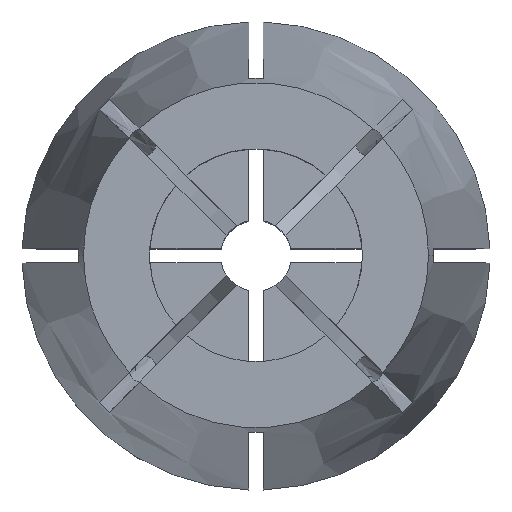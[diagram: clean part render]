
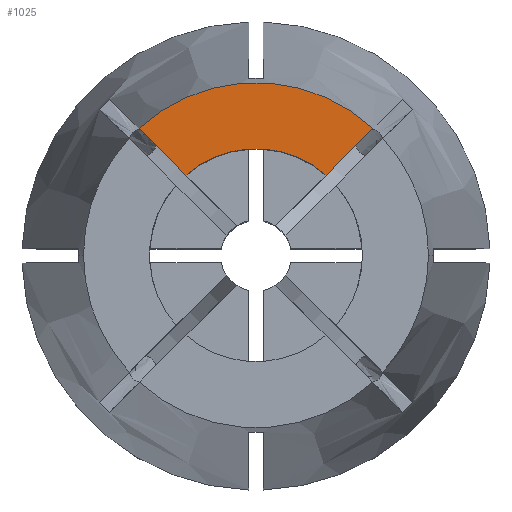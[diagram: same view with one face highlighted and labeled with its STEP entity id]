
A CAD part, top view. The second image highlights one B-rep face of the part: STEP entity #1025.
In plain terms, the highlighted planar face has unit normal (0, 0, 1).
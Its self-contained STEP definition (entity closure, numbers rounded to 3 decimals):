
#65 = CARTESIAN_POINT ( 'NONE',  ( 8.236, 8.943, 0. ) ) ;
#77 = EDGE_CURVE ( 'NONE', #2502, #3327, #2761, .T. ) ;
#140 = EDGE_LOOP ( 'NONE', ( #1729, #1615, #1727, #417 ) ) ;
#417 = ORIENTED_EDGE ( 'NONE', *, *, #3037, .T. ) ;
#446 = FACE_OUTER_BOUND ( 'NONE', #140, .T. ) ;
#712 = AXIS2_PLACEMENT_3D ( 'NONE', #1130, #1120, #2842 ) ;
#1025 = ADVANCED_FACE ( 'NONE', ( #446 ), #3376, .F. ) ;
#1120 = DIRECTION ( 'NONE',  ( 0., 0., 1. ) ) ;
#1130 = CARTESIAN_POINT ( 'NONE',  ( 0., 0., 0. ) ) ;
#1383 = AXIS2_PLACEMENT_3D ( 'NONE', #1416, #1985, #1706 ) ;
#1416 = CARTESIAN_POINT ( 'NONE',  ( 0., 0., 0. ) ) ;
#1615 = ORIENTED_EDGE ( 'NONE', *, *, #3313, .T. ) ;
#1706 = DIRECTION ( 'NONE',  ( 1., 0., 0. ) ) ;
#1727 = ORIENTED_EDGE ( 'NONE', *, *, #1743, .T. ) ;
#1728 = DIRECTION ( 'NONE',  ( 0., 0., -1. ) ) ;
#1729 = ORIENTED_EDGE ( 'NONE', *, *, #77, .F. ) ;
#1743 = EDGE_CURVE ( 'NONE', #2039, #3063, #3150, .T. ) ;
#1800 = CARTESIAN_POINT ( 'NONE',  ( 4.938, 5.645, 0. ) ) ;
#1973 = LINE ( 'NONE', #2458, #2004 ) ;
#1985 = DIRECTION ( 'NONE',  ( 0., 0., 1. ) ) ;
#1992 = DIRECTION ( 'NONE',  ( -1., 0., 0. ) ) ;
#2004 = VECTOR ( 'NONE', #2982, 1000. ) ;
#2039 = VERTEX_POINT ( 'NONE', #65 ) ;
#2087 = CARTESIAN_POINT ( 'NONE',  ( 0., 0., 0. ) ) ;
#2428 = VECTOR ( 'NONE', #3208, 1000. ) ;
#2458 = CARTESIAN_POINT ( 'NONE',  ( -0.354, 0.354, 0. ) ) ;
#2502 = VERTEX_POINT ( 'NONE', #1800 ) ;
#2748 = LINE ( 'NONE', #3034, #2428 ) ;
#2761 = CIRCLE ( 'NONE', #712, 7.5 ) ;
#2842 = DIRECTION ( 'NONE',  ( 1., 0., 0. ) ) ;
#2945 = CARTESIAN_POINT ( 'NONE',  ( -4.938, 5.645, 0. ) ) ;
#2982 = DIRECTION ( 'NONE',  ( 0.707, 0.707, 0. ) ) ;
#3034 = CARTESIAN_POINT ( 'NONE',  ( 0.354, 0.354, 0. ) ) ;
#3037 = EDGE_CURVE ( 'NONE', #3063, #3327, #2748, .T. ) ;
#3063 = VERTEX_POINT ( 'NONE', #3072 ) ;
#3072 = CARTESIAN_POINT ( 'NONE',  ( -8.236, 8.943, 0. ) ) ;
#3150 = CIRCLE ( 'NONE', #1383, 12.158 ) ;
#3208 = DIRECTION ( 'NONE',  ( 0.707, -0.707, 0. ) ) ;
#3238 = AXIS2_PLACEMENT_3D ( 'NONE', #2087, #1728, #1992 ) ;
#3313 = EDGE_CURVE ( 'NONE', #2502, #2039, #1973, .T. ) ;
#3327 = VERTEX_POINT ( 'NONE', #2945 ) ;
#3376 = PLANE ( 'NONE',  #3238 ) ;
